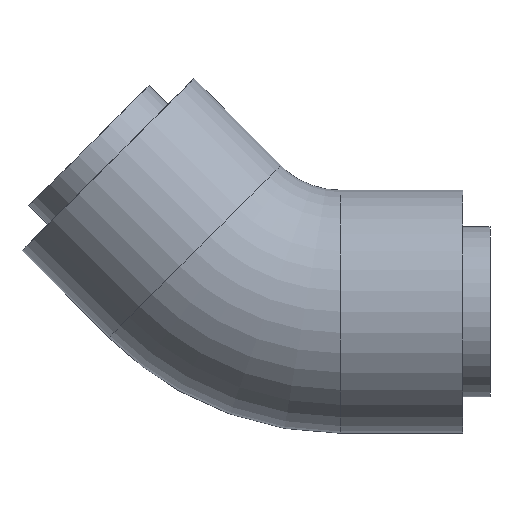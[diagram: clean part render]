
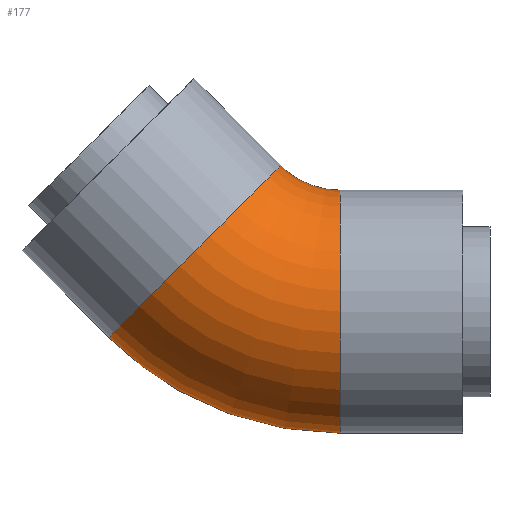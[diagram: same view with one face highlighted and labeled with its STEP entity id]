
A CAD part, left-side view. The second image highlights one B-rep face of the part: STEP entity #177.
In plain terms, the highlighted toroidal (fillet/blend) face has major radius 76.2 mm and minor radius 45 mm.
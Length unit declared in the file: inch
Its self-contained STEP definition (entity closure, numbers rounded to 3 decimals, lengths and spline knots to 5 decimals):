
#47 = ORIENTED_EDGE ( 'NONE', *, *, #407, .T. ) ;
#59 = FACE_OUTER_BOUND ( 'NONE', #152, .T. ) ;
#91 = VERTEX_POINT ( 'NONE', #305 ) ;
#94 = VERTEX_POINT ( 'NONE', #312 ) ;
#105 = EDGE_LOOP ( 'NONE', ( #295 ) ) ;
#129 = AXIS2_PLACEMENT_3D ( 'NONE', #166, #180, #181 ) ;
#139 = AXIS2_PLACEMENT_3D ( 'NONE', #282, #283, #284 ) ;
#152 = EDGE_LOOP ( 'NONE', ( #47 ) ) ;
#166 = CARTESIAN_POINT ( 'NONE',  ( 0., 1.78886, 3. ) ) ;
#177 = ADVANCED_FACE ( 'NONE', ( #59, #413 ), #331, .T. ) ;
#180 = DIRECTION ( 'NONE',  ( 1., 0., 0. ) ) ;
#181 = DIRECTION ( 'NONE',  ( 0., 0., -1. ) ) ;
#205 = CIRCLE ( 'NONE', #302, 1.77165 ) ;
#220 = EDGE_CURVE ( 'NONE', #91, #91, #205, .T. ) ;
#221 = CARTESIAN_POINT ( 'NONE',  ( 0., 3.91018, 0.87868 ) ) ;
#222 = DIRECTION ( 'NONE',  ( 0., 0.707, 0.707 ) ) ;
#223 = DIRECTION ( 'NONE',  ( 0., -0.707, 0.707 ) ) ;
#282 = CARTESIAN_POINT ( 'NONE',  ( 0., 1.78886, 0. ) ) ;
#283 = DIRECTION ( 'NONE',  ( 0., 1., 0. ) ) ;
#284 = DIRECTION ( 'NONE',  ( 0., 0., 1. ) ) ;
#295 = ORIENTED_EDGE ( 'NONE', *, *, #220, .F. ) ;
#302 = AXIS2_PLACEMENT_3D ( 'NONE', #221, #222, #223 ) ;
#305 = CARTESIAN_POINT ( 'NONE',  ( 0., 2.65743, 2.13143 ) ) ;
#306 = CIRCLE ( 'NONE', #139, 1.77165 ) ;
#312 = CARTESIAN_POINT ( 'NONE',  ( 0., 1.78886, 1.77165 ) ) ;
#331 = TOROIDAL_SURFACE ( 'NONE', #129, 3., 1.77165 ) ;
#407 = EDGE_CURVE ( 'NONE', #94, #94, #306, .T. ) ;
#413 = FACE_OUTER_BOUND ( 'NONE', #105, .T. ) ;
